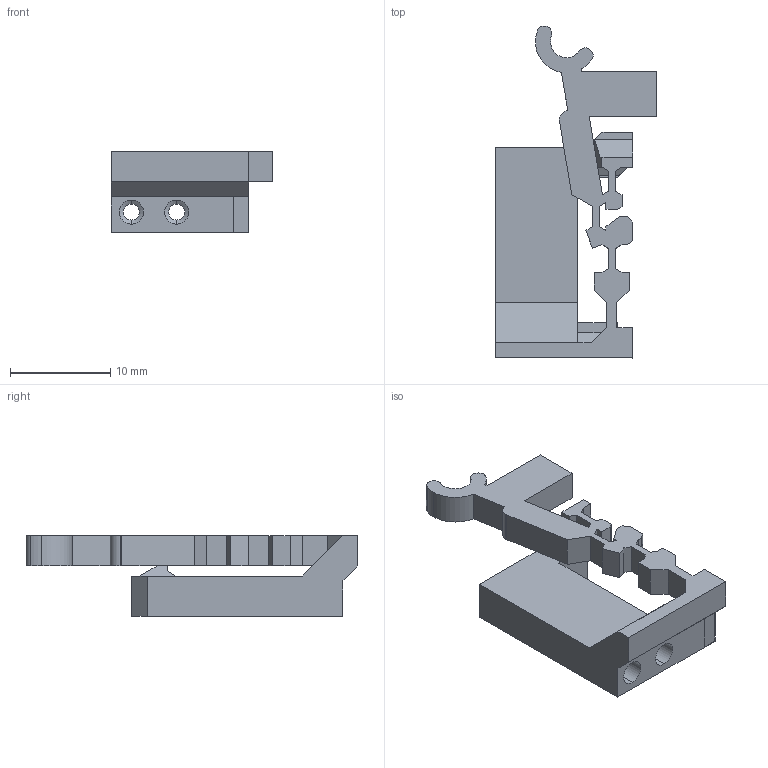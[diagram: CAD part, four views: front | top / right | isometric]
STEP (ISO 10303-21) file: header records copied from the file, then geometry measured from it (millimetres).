
FILE_DESCRIPTION (( 'STEP AP214' ), '1' );
FILE_NAME ('switch-oct-15-plus-wall-thin-connection.STEP', '2025-11-05T21:38:14', ( '' ), ( '' ), 'SwSTEP 2.0', 'SolidWorks 2025', '' );
FILE_SCHEMA (( 'AUTOMOTIVE_DESIGN' ));
Length unit declared in the file: millimetre
Products named in the file (1): switch-oct-15-plus-wall-thin-connection
Bounding box: 16.07 x 33.06 x 8 mm (x, y, z)
Volume: 1096.6 mm3; surface area: 1654.6 mm2
Topology: 1 solids, 1 shells, 102 faces, 292 edges, 190 vertices
Faces by surface type: plane 81, cylinder 17, cone 4
Entity records: 3313 total; most frequent: CARTESIAN_POINT 585, ORIENTED_EDGE 584, DIRECTION 532, EDGE_CURVE 292, LINE 258, VECTOR 258, VERTEX_POINT 190, AXIS2_PLACEMENT_3D 137
